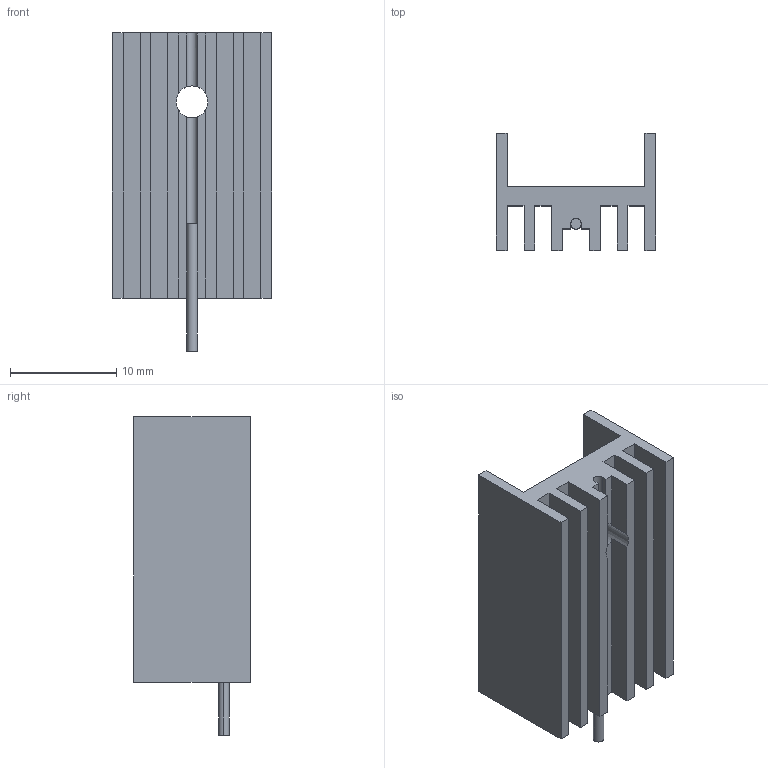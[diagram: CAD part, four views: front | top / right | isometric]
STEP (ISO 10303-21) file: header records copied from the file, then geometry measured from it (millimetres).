
FILE_DESCRIPTION (( 'STEP AP214' ), '1' );
FILE_NAME ('User Library-DY-CN-2,5.STEP', '2020-05-07T22:42:19', ( '' ), ( '' ), 'SwSTEP 2.0', 'SolidWorks 2019', '' );
FILE_SCHEMA (( 'AUTOMOTIVE_DESIGN' ));
Length unit declared in the file: millimetre
Products named in the file (3): User Library-DY-CN-2,5; Part 1; Part 2
Assembly tree (2 placements, depth 2):
  User Library-DY-CN-2,5
    Part 1
    Part 2
Bounding box: 15 x 11 x 30 mm (x, y, z)
Volume: 1658.7 mm3; surface area: 2720.2 mm2
Topology: 2 solids, 2 shells, 47 faces, 132 edges, 88 vertices
Faces by surface type: plane 41, cylinder 6
Entity records: 1626 total; most frequent: CARTESIAN_POINT 292, ORIENTED_EDGE 264, DIRECTION 246, EDGE_CURVE 132, LINE 114, VECTOR 114, VERTEX_POINT 88, AXIS2_PLACEMENT_3D 66
